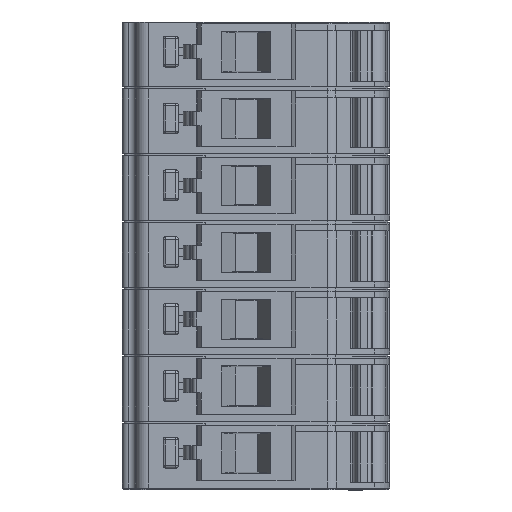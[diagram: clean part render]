
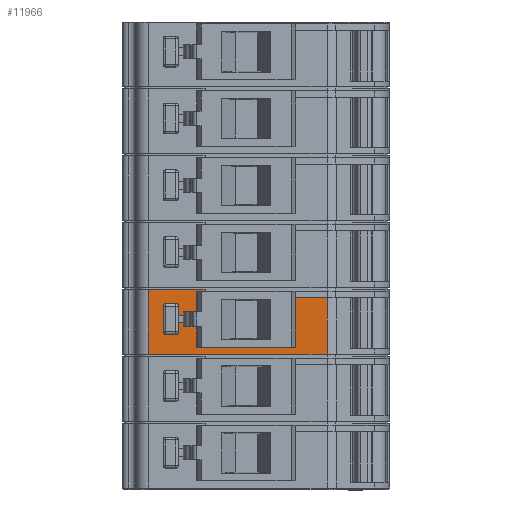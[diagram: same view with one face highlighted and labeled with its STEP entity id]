
A CAD part, front view. The second image highlights one B-rep face of the part: STEP entity #11966.
In plain terms, the highlighted planar face has unit normal (0, -1, 0).
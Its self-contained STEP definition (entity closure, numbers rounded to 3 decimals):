
#33 = VECTOR ( 'NONE', #9127, 1000. ) ;
#504 = FACE_OUTER_BOUND ( 'NONE', #40538, .T. ) ;
#665 = CARTESIAN_POINT ( 'NONE',  ( -38.822, 13.714, -6.313 ) ) ;
#1003 = CARTESIAN_POINT ( 'NONE',  ( -36.379, 13.714, -11.313 ) ) ;
#2265 = VERTEX_POINT ( 'NONE', #58532 ) ;
#2490 = CARTESIAN_POINT ( 'NONE',  ( -36.379, 13.714, -6.913 ) ) ;
#2551 = LINE ( 'NONE', #23341, #55476 ) ;
#2617 = CARTESIAN_POINT ( 'NONE',  ( -38.822, 13.714, -6.913 ) ) ;
#2945 = LINE ( 'NONE', #27337, #11760 ) ;
#5104 = ORIENTED_EDGE ( 'NONE', *, *, #8959, .F. ) ;
#5351 = ORIENTED_EDGE ( 'NONE', *, *, #15287, .F. ) ;
#5837 = DIRECTION ( 'NONE',  ( 0., 0., 1. ) ) ;
#6969 = DIRECTION ( 'NONE',  ( 1., 0., 0. ) ) ;
#7823 = VERTEX_POINT ( 'NONE', #60796 ) ;
#8093 = EDGE_CURVE ( 'NONE', #18656, #23291, #13260, .T. ) ;
#8324 = CARTESIAN_POINT ( 'NONE',  ( -46.522, 13.714, -10.763 ) ) ;
#8358 = ORIENTED_EDGE ( 'NONE', *, *, #19899, .F. ) ;
#8959 = EDGE_CURVE ( 'NONE', #14303, #41087, #19583, .T. ) ;
#9069 = EDGE_CURVE ( 'NONE', #22494, #23052, #28361, .T. ) ;
#9127 = DIRECTION ( 'NONE',  ( 0., 0., -1. ) ) ;
#9474 = LINE ( 'NONE', #665, #13424 ) ;
#9823 = ORIENTED_EDGE ( 'NONE', *, *, #38377, .F. ) ;
#10609 = LINE ( 'NONE', #22677, #16195 ) ;
#10621 = CARTESIAN_POINT ( 'NONE',  ( -45.872, 13.714, -6.413 ) ) ;
#10923 = DIRECTION ( 'NONE',  ( 0., 0., 1. ) ) ;
#11309 = VECTOR ( 'NONE', #36999, 1000. ) ;
#11760 = VECTOR ( 'NONE', #22607, 1000. ) ;
#11966 = ADVANCED_FACE ( 'NONE', ( #504, #27782 ), #62887, .F. ) ;
#12417 = ORIENTED_EDGE ( 'NONE', *, *, #43541, .F. ) ;
#13260 = LINE ( 'NONE', #2490, #27688 ) ;
#13424 = VECTOR ( 'NONE', #5837, 1000. ) ;
#13852 = CARTESIAN_POINT ( 'NONE',  ( -36.379, 13.714, -6.913 ) ) ;
#14303 = VERTEX_POINT ( 'NONE', #20258 ) ;
#14643 = ORIENTED_EDGE ( 'NONE', *, *, #44295, .F. ) ;
#14716 = EDGE_CURVE ( 'NONE', #41087, #2265, #10609, .T. ) ;
#14721 = EDGE_CURVE ( 'NONE', #7823, #41111, #2551, .T. ) ;
#15287 = EDGE_CURVE ( 'NONE', #23291, #52300, #53776, .T. ) ;
#16195 = VECTOR ( 'NONE', #17963, 1000. ) ;
#17370 = VERTEX_POINT ( 'NONE', #58467 ) ;
#17963 = DIRECTION ( 'NONE',  ( -1., 0., 0. ) ) ;
#17995 = ORIENTED_EDGE ( 'NONE', *, *, #14721, .F. ) ;
#18656 = VERTEX_POINT ( 'NONE', #2617 ) ;
#19583 = LINE ( 'NONE', #55753, #26807 ) ;
#19899 = EDGE_CURVE ( 'NONE', #2265, #59611, #40922, .T. ) ;
#20258 = CARTESIAN_POINT ( 'NONE',  ( -45.872, 13.714, -6.263 ) ) ;
#20842 = CARTESIAN_POINT ( 'NONE',  ( -48.834, 13.714, -6.313 ) ) ;
#21893 = CARTESIAN_POINT ( 'NONE',  ( -33.229, 13.714, -6.263 ) ) ;
#22494 = VERTEX_POINT ( 'NONE', #34332 ) ;
#22607 = DIRECTION ( 'NONE',  ( 1., 0., 0. ) ) ;
#22677 = CARTESIAN_POINT ( 'NONE',  ( -36.379, 13.714, -6.413 ) ) ;
#22766 = DIRECTION ( 'NONE',  ( -1., 0., 0. ) ) ;
#23052 = VERTEX_POINT ( 'NONE', #31636 ) ;
#23126 = CARTESIAN_POINT ( 'NONE',  ( -48.834, 13.714, -7.863 ) ) ;
#23291 = VERTEX_POINT ( 'NONE', #13852 ) ;
#23341 = CARTESIAN_POINT ( 'NONE',  ( -48.234, 13.714, -6.313 ) ) ;
#24577 = LINE ( 'NONE', #25853, #26947 ) ;
#24698 = EDGE_CURVE ( 'NONE', #17370, #7823, #2945, .T. ) ;
#25701 = DIRECTION ( 'NONE',  ( -1., 0., 0. ) ) ;
#25853 = CARTESIAN_POINT ( 'NONE',  ( -36.379, 13.714, -11.313 ) ) ;
#26807 = VECTOR ( 'NONE', #34936, 1000. ) ;
#26947 = VECTOR ( 'NONE', #31703, 1000. ) ;
#27337 = CARTESIAN_POINT ( 'NONE',  ( -36.379, 13.714, -9.263 ) ) ;
#27517 = ORIENTED_EDGE ( 'NONE', *, *, #43977, .F. ) ;
#27673 = AXIS2_PLACEMENT_3D ( 'NONE', #27713, #53021, #22766 ) ;
#27688 = VECTOR ( 'NONE', #6969, 1000. ) ;
#27713 = CARTESIAN_POINT ( 'NONE',  ( -36.379, 13.714, -6.313 ) ) ;
#27782 = FACE_BOUND ( 'NONE', #45699, .T. ) ;
#28361 = LINE ( 'NONE', #41631, #31589 ) ;
#29010 = ORIENTED_EDGE ( 'NONE', *, *, #8093, .F. ) ;
#30986 = EDGE_CURVE ( 'NONE', #33357, #17370, #43401, .T. ) ;
#31475 = CARTESIAN_POINT ( 'NONE',  ( -48.234, 13.714, -7.863 ) ) ;
#31589 = VECTOR ( 'NONE', #10923, 1000. ) ;
#31636 = CARTESIAN_POINT ( 'NONE',  ( -50.276, 13.714, -6.263 ) ) ;
#31703 = DIRECTION ( 'NONE',  ( -1., 0., 0. ) ) ;
#32054 = LINE ( 'NONE', #21893, #37618 ) ;
#33357 = VERTEX_POINT ( 'NONE', #23126 ) ;
#34332 = CARTESIAN_POINT ( 'NONE',  ( -50.276, 13.714, -11.313 ) ) ;
#34936 = DIRECTION ( 'NONE',  ( 0., 0., -1. ) ) ;
#36590 = VECTOR ( 'NONE', #48667, 1000. ) ;
#36999 = DIRECTION ( 'NONE',  ( 0., 0., -1. ) ) ;
#37618 = VECTOR ( 'NONE', #47022, 1000. ) ;
#38377 = EDGE_CURVE ( 'NONE', #23052, #14303, #32054, .T. ) ;
#38782 = CARTESIAN_POINT ( 'NONE',  ( -46.522, 13.714, -6.313 ) ) ;
#39852 = CARTESIAN_POINT ( 'NONE',  ( -36.379, 13.714, -6.313 ) ) ;
#40309 = ORIENTED_EDGE ( 'NONE', *, *, #14716, .F. ) ;
#40538 = EDGE_LOOP ( 'NONE', ( #8358, #40309, #5104, #9823, #43306, #49302, #5351, #29010, #12417, #14643 ) ) ;
#40922 = LINE ( 'NONE', #38782, #52913 ) ;
#41087 = VERTEX_POINT ( 'NONE', #10621 ) ;
#41104 = EDGE_CURVE ( 'NONE', #52300, #22494, #24577, .T. ) ;
#41111 = VERTEX_POINT ( 'NONE', #31475 ) ;
#41406 = CARTESIAN_POINT ( 'NONE',  ( -36.379, 13.714, -7.863 ) ) ;
#41631 = CARTESIAN_POINT ( 'NONE',  ( -50.276, 13.714, -6.313 ) ) ;
#43028 = CARTESIAN_POINT ( 'NONE',  ( -38.822, 13.714, -10.763 ) ) ;
#43306 = ORIENTED_EDGE ( 'NONE', *, *, #9069, .F. ) ;
#43401 = LINE ( 'NONE', #20842, #11309 ) ;
#43541 = EDGE_CURVE ( 'NONE', #65814, #18656, #9474, .T. ) ;
#43977 = EDGE_CURVE ( 'NONE', #41111, #33357, #58297, .T. ) ;
#44295 = EDGE_CURVE ( 'NONE', #59611, #65814, #58979, .T. ) ;
#44705 = VECTOR ( 'NONE', #25701, 1000. ) ;
#45053 = ORIENTED_EDGE ( 'NONE', *, *, #24698, .F. ) ;
#45699 = EDGE_LOOP ( 'NONE', ( #17995, #45053, #55962, #27517 ) ) ;
#47022 = DIRECTION ( 'NONE',  ( 1., 0., 0. ) ) ;
#48667 = DIRECTION ( 'NONE',  ( 1., 0., 0. ) ) ;
#49302 = ORIENTED_EDGE ( 'NONE', *, *, #41104, .F. ) ;
#52300 = VERTEX_POINT ( 'NONE', #1003 ) ;
#52913 = VECTOR ( 'NONE', #55318, 1000. ) ;
#53021 = DIRECTION ( 'NONE',  ( 0., 1., 0. ) ) ;
#53776 = LINE ( 'NONE', #39852, #33 ) ;
#55318 = DIRECTION ( 'NONE',  ( 0., 0., -1. ) ) ;
#55476 = VECTOR ( 'NONE', #64096, 1000. ) ;
#55753 = CARTESIAN_POINT ( 'NONE',  ( -45.872, 13.714, -11.463 ) ) ;
#55962 = ORIENTED_EDGE ( 'NONE', *, *, #30986, .F. ) ;
#58297 = LINE ( 'NONE', #41406, #44705 ) ;
#58467 = CARTESIAN_POINT ( 'NONE',  ( -48.834, 13.714, -9.263 ) ) ;
#58532 = CARTESIAN_POINT ( 'NONE',  ( -46.522, 13.714, -6.413 ) ) ;
#58979 = LINE ( 'NONE', #64319, #36590 ) ;
#59611 = VERTEX_POINT ( 'NONE', #8324 ) ;
#60796 = CARTESIAN_POINT ( 'NONE',  ( -48.234, 13.714, -9.263 ) ) ;
#62887 = PLANE ( 'NONE',  #27673 ) ;
#64096 = DIRECTION ( 'NONE',  ( 0., 0., 1. ) ) ;
#64319 = CARTESIAN_POINT ( 'NONE',  ( -36.379, 13.714, -10.763 ) ) ;
#65814 = VERTEX_POINT ( 'NONE', #43028 ) ;
